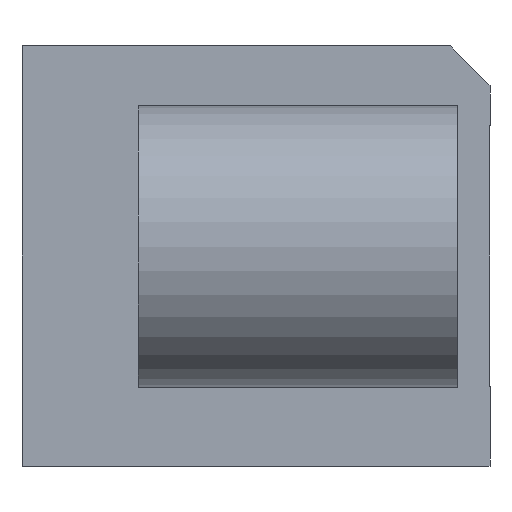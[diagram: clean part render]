
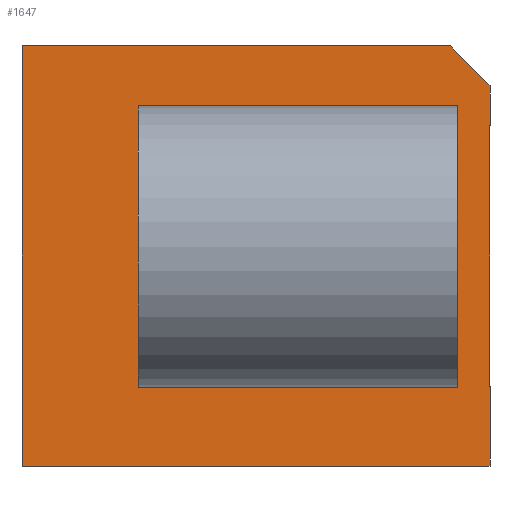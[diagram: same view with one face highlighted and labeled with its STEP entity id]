
A CAD part, left-side view. The second image highlights one B-rep face of the part: STEP entity #1647.
In plain terms, the highlighted planar face has unit normal (-1, 0, 0).
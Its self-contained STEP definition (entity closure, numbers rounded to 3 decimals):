
#11 = VECTOR ( 'NONE', #438, 1000. ) ;
#21 = DIRECTION ( 'NONE',  ( 0., 0., -1. ) ) ;
#34 = VERTEX_POINT ( 'NONE', #339 ) ;
#36 = CARTESIAN_POINT ( 'NONE',  ( -109.65, -12., 52.9 ) ) ;
#51 = DIRECTION ( 'NONE',  ( 0., 0., 1. ) ) ;
#68 = VECTOR ( 'NONE', #608, 1000. ) ;
#76 = LINE ( 'NONE', #1475, #358 ) ;
#81 = ORIENTED_EDGE ( 'NONE', *, *, #537, .T. ) ;
#83 = CARTESIAN_POINT ( 'NONE',  ( -109.65, 0., 47. ) ) ;
#87 = ORIENTED_EDGE ( 'NONE', *, *, #1565, .T. ) ;
#91 = DIRECTION ( 'NONE',  ( -1., 0., 0. ) ) ;
#121 = VERTEX_POINT ( 'NONE', #1277 ) ;
#139 = VECTOR ( 'NONE', #866, 1000. ) ;
#164 = CARTESIAN_POINT ( 'NONE',  ( -109.65, 20.75, 78.6 ) ) ;
#165 = CARTESIAN_POINT ( 'NONE',  ( -109.65, -14.45, 72.6 ) ) ;
#181 = LINE ( 'NONE', #1347, #11 ) ;
#186 = EDGE_CURVE ( 'NONE', #815, #708, #359, .T. ) ;
#196 = VECTOR ( 'NONE', #342, 1000. ) ;
#201 = DIRECTION ( 'NONE',  ( 0., 0., -1. ) ) ;
#214 = CARTESIAN_POINT ( 'NONE',  ( -109.65, -14.45, 53. ) ) ;
#215 = ORIENTED_EDGE ( 'NONE', *, *, #1376, .T. ) ;
#225 = LINE ( 'NONE', #618, #196 ) ;
#273 = CARTESIAN_POINT ( 'NONE',  ( -109.65, 12., 52.9 ) ) ;
#314 = DIRECTION ( 'NONE',  ( 0., -1., 0. ) ) ;
#315 = EDGE_CURVE ( 'NONE', #628, #1068, #76, .T. ) ;
#339 = CARTESIAN_POINT ( 'NONE',  ( -109.65, -12., 52.9 ) ) ;
#340 = DIRECTION ( 'NONE',  ( 0., 0., 1. ) ) ;
#342 = DIRECTION ( 'NONE',  ( 0., 0., -1. ) ) ;
#358 = VECTOR ( 'NONE', #314, 1000. ) ;
#359 = LINE ( 'NONE', #753, #139 ) ;
#365 = ORIENTED_EDGE ( 'NONE', *, *, #1185, .T. ) ;
#371 = CARTESIAN_POINT ( 'NONE',  ( -109.65, 12., 74.1 ) ) ;
#380 = CARTESIAN_POINT ( 'NONE',  ( -109.65, 0., 78.6 ) ) ;
#387 = VECTOR ( 'NONE', #640, 1000. ) ;
#410 = AXIS2_PLACEMENT_3D ( 'NONE', #848, #91, #340 ) ;
#424 = LINE ( 'NONE', #1460, #1456 ) ;
#438 = DIRECTION ( 'NONE',  ( 0., 1., 0. ) ) ;
#452 = DIRECTION ( 'NONE',  ( 0., 0.707, 0.707 ) ) ;
#499 = VECTOR ( 'NONE', #51, 1000. ) ;
#500 = CARTESIAN_POINT ( 'NONE',  ( -109.65, -14.45, 93. ) ) ;
#506 = DIRECTION ( 'NONE',  ( 0., -1., 0. ) ) ;
#535 = LINE ( 'NONE', #36, #1506 ) ;
#537 = EDGE_CURVE ( 'NONE', #934, #731, #181, .T. ) ;
#541 = ORIENTED_EDGE ( 'NONE', *, *, #1055, .T. ) ;
#557 = EDGE_CURVE ( 'NONE', #628, #731, #946, .T. ) ;
#565 = VERTEX_POINT ( 'NONE', #963 ) ;
#608 = DIRECTION ( 'NONE',  ( 0., 0., 1. ) ) ;
#618 = CARTESIAN_POINT ( 'NONE',  ( -109.65, 12., 52.9 ) ) ;
#628 = VERTEX_POINT ( 'NONE', #1064 ) ;
#640 = DIRECTION ( 'NONE',  ( 0., 1., 0. ) ) ;
#645 = EDGE_CURVE ( 'NONE', #864, #121, #1263, .T. ) ;
#658 = CARTESIAN_POINT ( 'NONE',  ( -109.65, -11.45, 78.6 ) ) ;
#663 = ORIENTED_EDGE ( 'NONE', *, *, #769, .F. ) ;
#695 = FACE_BOUND ( 'NONE', #1552, .T. ) ;
#708 = VERTEX_POINT ( 'NONE', #1004 ) ;
#725 = FACE_OUTER_BOUND ( 'NONE', #1323, .T. ) ;
#731 = VERTEX_POINT ( 'NONE', #214 ) ;
#742 = ORIENTED_EDGE ( 'NONE', *, *, #1348, .F. ) ;
#753 = CARTESIAN_POINT ( 'NONE',  ( -109.65, 12., 74.1 ) ) ;
#769 = EDGE_CURVE ( 'NONE', #815, #565, #225, .T. ) ;
#796 = ORIENTED_EDGE ( 'NONE', *, *, #899, .T. ) ;
#810 = VECTOR ( 'NONE', #1476, 1000. ) ;
#815 = VERTEX_POINT ( 'NONE', #371 ) ;
#844 = ORIENTED_EDGE ( 'NONE', *, *, #645, .T. ) ;
#846 = CARTESIAN_POINT ( 'NONE',  ( -109.65, 20.75, 93. ) ) ;
#848 = CARTESIAN_POINT ( 'NONE',  ( -109.65, 9.45, 93. ) ) ;
#864 = VERTEX_POINT ( 'NONE', #895 ) ;
#866 = DIRECTION ( 'NONE',  ( 0., -1., 0. ) ) ;
#872 = VERTEX_POINT ( 'NONE', #658 ) ;
#895 = CARTESIAN_POINT ( 'NONE',  ( -109.65, 20.75, 47. ) ) ;
#899 = EDGE_CURVE ( 'NONE', #872, #1529, #1034, .T. ) ;
#913 = CARTESIAN_POINT ( 'NONE',  ( -109.65, -14.45, 53. ) ) ;
#934 = VERTEX_POINT ( 'NONE', #913 ) ;
#944 = VECTOR ( 'NONE', #993, 1000. ) ;
#946 = LINE ( 'NONE', #1612, #1483 ) ;
#953 = LINE ( 'NONE', #1200, #499 ) ;
#954 = ORIENTED_EDGE ( 'NONE', *, *, #315, .T. ) ;
#963 = CARTESIAN_POINT ( 'NONE',  ( -109.65, 12., 52.9 ) ) ;
#984 = PLANE ( 'NONE',  #410 ) ;
#990 = EDGE_CURVE ( 'NONE', #1083, #872, #424, .T. ) ;
#993 = DIRECTION ( 'NONE',  ( 0., -1., 0. ) ) ;
#1004 = CARTESIAN_POINT ( 'NONE',  ( -109.65, -12., 74.1 ) ) ;
#1028 = ORIENTED_EDGE ( 'NONE', *, *, #557, .F. ) ;
#1034 = LINE ( 'NONE', #380, #387 ) ;
#1055 = EDGE_CURVE ( 'NONE', #121, #934, #953, .T. ) ;
#1064 = CARTESIAN_POINT ( 'NONE',  ( -109.65, -14.45, 72.6 ) ) ;
#1068 = VERTEX_POINT ( 'NONE', #165 ) ;
#1083 = VERTEX_POINT ( 'NONE', #1447 ) ;
#1185 = EDGE_CURVE ( 'NONE', #1068, #1083, #1611, .T. ) ;
#1200 = CARTESIAN_POINT ( 'NONE',  ( -109.65, -14.45, 70. ) ) ;
#1206 = ORIENTED_EDGE ( 'NONE', *, *, #186, .T. ) ;
#1263 = LINE ( 'NONE', #83, #944 ) ;
#1277 = CARTESIAN_POINT ( 'NONE',  ( -109.65, -14.45, 47. ) ) ;
#1319 = VECTOR ( 'NONE', #506, 1000. ) ;
#1323 = EDGE_LOOP ( 'NONE', ( #215, #844, #541, #81, #1028, #954, #365, #1428, #796 ) ) ;
#1347 = CARTESIAN_POINT ( 'NONE',  ( -109.65, 9.45, 53. ) ) ;
#1348 = EDGE_CURVE ( 'NONE', #565, #34, #1653, .T. ) ;
#1376 = EDGE_CURVE ( 'NONE', #1529, #864, #1599, .T. ) ;
#1428 = ORIENTED_EDGE ( 'NONE', *, *, #990, .T. ) ;
#1447 = CARTESIAN_POINT ( 'NONE',  ( -109.65, -14.45, 75.6 ) ) ;
#1456 = VECTOR ( 'NONE', #452, 1000. ) ;
#1460 = CARTESIAN_POINT ( 'NONE',  ( -109.65, -3.375, 86.675 ) ) ;
#1475 = CARTESIAN_POINT ( 'NONE',  ( -109.65, 9.45, 72.6 ) ) ;
#1476 = DIRECTION ( 'NONE',  ( 0., 0., -1. ) ) ;
#1483 = VECTOR ( 'NONE', #201, 1000. ) ;
#1506 = VECTOR ( 'NONE', #21, 1000. ) ;
#1529 = VERTEX_POINT ( 'NONE', #164 ) ;
#1552 = EDGE_LOOP ( 'NONE', ( #1206, #87, #742, #663 ) ) ;
#1565 = EDGE_CURVE ( 'NONE', #708, #34, #535, .T. ) ;
#1599 = LINE ( 'NONE', #846, #810 ) ;
#1611 = LINE ( 'NONE', #500, #68 ) ;
#1612 = CARTESIAN_POINT ( 'NONE',  ( -109.65, -14.45, 73. ) ) ;
#1647 = ADVANCED_FACE ( 'NONE', ( #725, #695 ), #984, .T. ) ;
#1653 = LINE ( 'NONE', #273, #1319 ) ;
